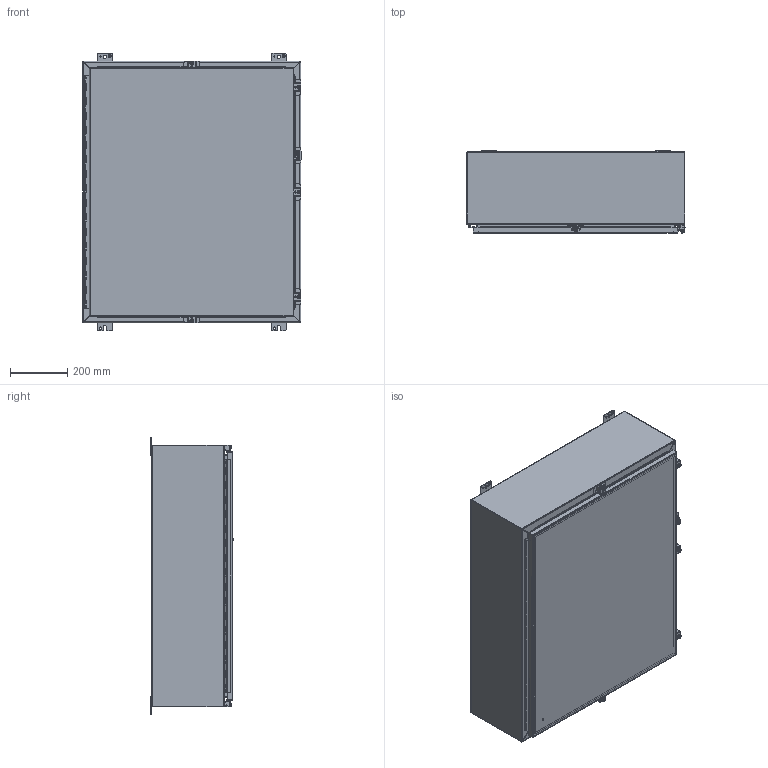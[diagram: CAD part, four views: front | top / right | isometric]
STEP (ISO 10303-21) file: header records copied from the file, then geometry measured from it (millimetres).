
FILE_DESCRIPTION (( 'STEP AP203' ), '1' );
FILE_NAME ('1418N4SSM10_Default.step', '2019-11-01T21:04:16', ( 'ADC123' ), ( 'Microsoft' ), 'SwSTEP 2.0', 'SolidWorks 2019', '' );
FILE_SCHEMA (( 'CONFIG_CONTROL_DESIGN' ));
Length unit declared in the file: inch
Products named in the file (1): 1418N4SSM10_Default
Bounding box: 763.6 x 288.93 x 971.55 mm (x, y, z)
Volume: 6303613.5 mm3; surface area: 6487129.8 mm2
Topology: 49 solids, 50 shells, 1845 faces, 4825 edges, 3134 vertices
Faces by surface type: plane 1109, cylinder 630, bspline 96, cone 10
Entity records: 61316 total; most frequent: CARTESIAN_POINT 15599, ORIENTED_EDGE 9642, DIRECTION 9291, EDGE_CURVE 4821, VECTOR 3307, LINE 3307, VERTEX_POINT 3134, AXIS2_PLACEMENT_3D 2992
